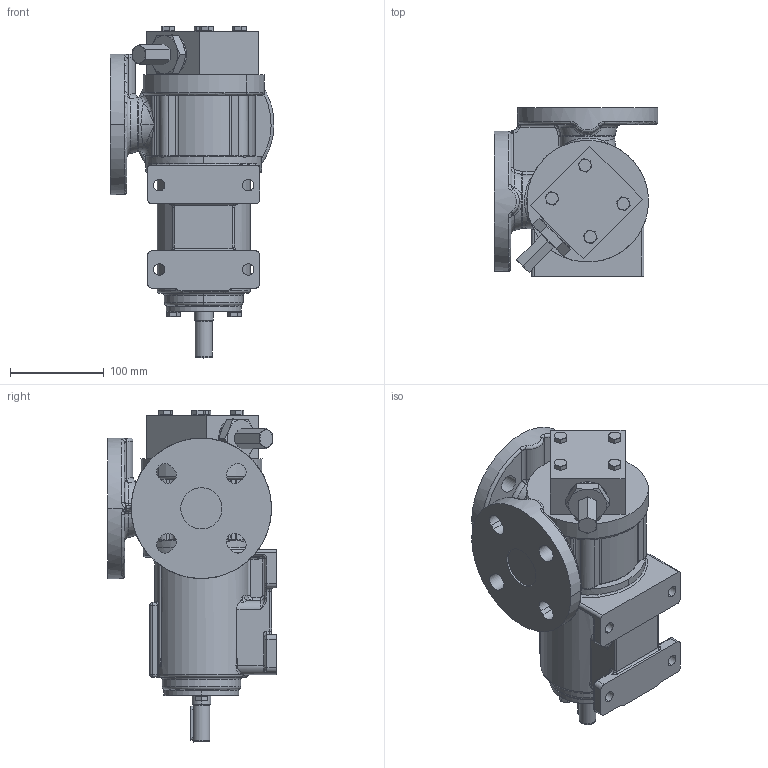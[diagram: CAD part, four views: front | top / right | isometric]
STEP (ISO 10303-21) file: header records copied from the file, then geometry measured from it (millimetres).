
FILE_DESCRIPTION((''),'2;1');
FILE_NAME('R_40_G1BF_Y','2019-02-20T17:31:49',('Nicola'),(''),'CREO PARAMETRIC BY PTC INC, 2017110','CREO PARAMETRIC BY PTC INC, 2017110','');
FILE_SCHEMA(('CONFIG_CONTROL_DESIGN'));
Products named in the file (1): R_40_G1BF_Y
Bounding box: 175 x 180 x 354.5 mm (x, y, z)
Volume: 3739214.5 mm3; surface area: 273469.2 mm2
Topology: 1 solids, 1 shells, 728 faces, 1733 edges, 1032 vertices
Faces by surface type: cylinder 231, plane 181, bspline 144, torus 85, cone 75, sphere 12
Entity records: 38611 total; most frequent: CARTESIAN_POINT 22667, ORIENTED_EDGE 3462, DIRECTION 3188, EDGE_CURVE 1731, AXIS2_PLACEMENT_3D 1318, VERTEX_POINT 1032, EDGE_LOOP 783, CIRCLE 734
